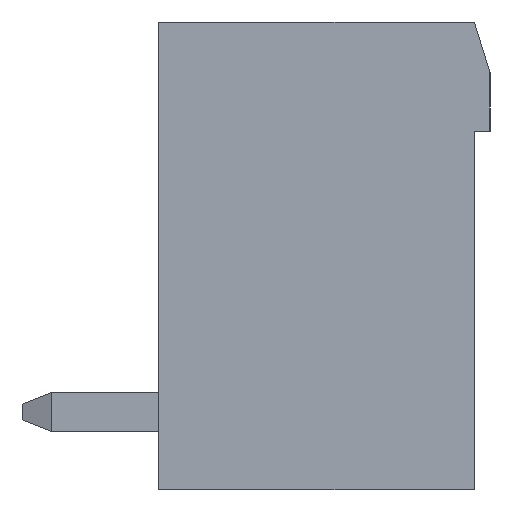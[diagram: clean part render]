
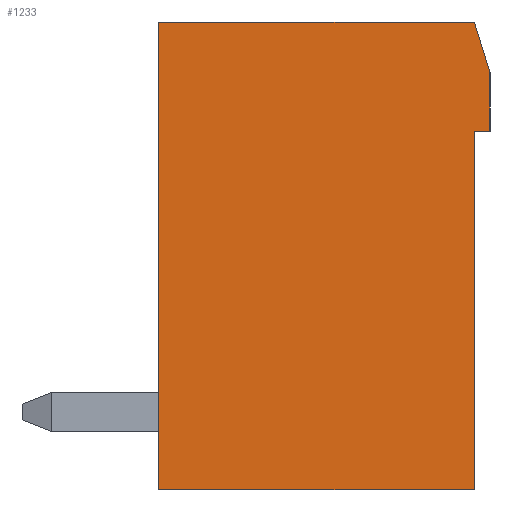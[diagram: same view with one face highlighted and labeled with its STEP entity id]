
A CAD part, left-side view. The second image highlights one B-rep face of the part: STEP entity #1233.
In plain terms, the highlighted planar face has unit normal (-1, 0, 0).
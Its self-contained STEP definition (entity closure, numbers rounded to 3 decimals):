
#1233 = ADVANCED_FACE( '', ( #2658 ), #2659, .T. );
#2658 = FACE_OUTER_BOUND( '', #4319, .T. );
#2659 = PLANE( '', #4320 );
#4319 = EDGE_LOOP( '', ( #7701, #7702, #7703, #7704, #7705, #7706, #7707 ) );
#4320 = AXIS2_PLACEMENT_3D( '', #7708, #7709, #7710 );
#7701 = ORIENTED_EDGE( '', *, *, #11654, .T. );
#7702 = ORIENTED_EDGE( '', *, *, #11621, .T. );
#7703 = ORIENTED_EDGE( '', *, *, #11456, .T. );
#7704 = ORIENTED_EDGE( '', *, *, #11655, .T. );
#7705 = ORIENTED_EDGE( '', *, *, #11656, .T. );
#7706 = ORIENTED_EDGE( '', *, *, #11217, .T. );
#7707 = ORIENTED_EDGE( '', *, *, #11244, .T. );
#7708 = CARTESIAN_POINT( '', ( -39.1, 0., 0. ) );
#7709 = DIRECTION( '', ( -1., 0., 0. ) );
#7710 = DIRECTION( '', ( 0., 0., 1. ) );
#11217 = EDGE_CURVE( '', #13900, #13901, #13902, .T. );
#11244 = EDGE_CURVE( '', #13901, #13943, #13944, .T. );
#11456 = EDGE_CURVE( '', #14244, #14245, #14246, .T. );
#11621 = EDGE_CURVE( '', #14507, #14244, #14508, .T. );
#11654 = EDGE_CURVE( '', #13943, #14507, #14550, .T. );
#11655 = EDGE_CURVE( '', #14245, #14551, #14552, .T. );
#11656 = EDGE_CURVE( '', #14551, #13900, #14553, .T. );
#13900 = VERTEX_POINT( '', #17646 );
#13901 = VERTEX_POINT( '', #17647 );
#13902 = LINE( '', #17648, #17649 );
#13943 = VERTEX_POINT( '', #17706 );
#13944 = LINE( '', #17707, #17708 );
#14244 = VERTEX_POINT( '', #18156 );
#14245 = VERTEX_POINT( '', #18157 );
#14246 = LINE( '', #18158, #18159 );
#14507 = VERTEX_POINT( '', #18550 );
#14508 = LINE( '', #18551, #18552 );
#14550 = LINE( '', #18615, #18616 );
#14551 = VERTEX_POINT( '', #18617 );
#14552 = LINE( '', #18618, #18619 );
#14553 = LINE( '', #18620, #18621 );
#17646 = CARTESIAN_POINT( '', ( -39.1, -4.05, 3.2 ) );
#17647 = CARTESIAN_POINT( '', ( -39.1, -4.45, 3.2 ) );
#17648 = CARTESIAN_POINT( '', ( -39.1, -4.05, 3.2 ) );
#17649 = VECTOR( '', #20596, 1000. );
#17706 = CARTESIAN_POINT( '', ( -39.1, -4.45, 4.7 ) );
#17707 = CARTESIAN_POINT( '', ( -39.1, -4.45, 3.2 ) );
#17708 = VECTOR( '', #20625, 1000. );
#18156 = CARTESIAN_POINT( '', ( -39.1, 4.05, 6. ) );
#18157 = CARTESIAN_POINT( '', ( -39.1, 4.05, -6. ) );
#18158 = CARTESIAN_POINT( '', ( -39.1, 4.05, 6. ) );
#18159 = VECTOR( '', #20810, 1000. );
#18550 = CARTESIAN_POINT( '', ( -39.1, -4.05, 6. ) );
#18551 = CARTESIAN_POINT( '', ( -39.1, -4.05, 6. ) );
#18552 = VECTOR( '', #20983, 1000. );
#18615 = CARTESIAN_POINT( '', ( -39.1, -4.45, 4.7 ) );
#18616 = VECTOR( '', #21005, 1000. );
#18617 = CARTESIAN_POINT( '', ( -39.1, -4.05, -6. ) );
#18618 = CARTESIAN_POINT( '', ( -39.1, 4.05, -6. ) );
#18619 = VECTOR( '', #21006, 1000. );
#18620 = CARTESIAN_POINT( '', ( -39.1, -4.05, -6. ) );
#18621 = VECTOR( '', #21007, 1000. );
#20596 = DIRECTION( '', ( 0., -1., 0. ) );
#20625 = DIRECTION( '', ( 0., 0., 1. ) );
#20810 = DIRECTION( '', ( 0., 0., -1. ) );
#20983 = DIRECTION( '', ( 0., 1., 0. ) );
#21005 = DIRECTION( '', ( 0., 0.294, 0.956 ) );
#21006 = DIRECTION( '', ( 0., -1., 0. ) );
#21007 = DIRECTION( '', ( 0., 0., 1. ) );
